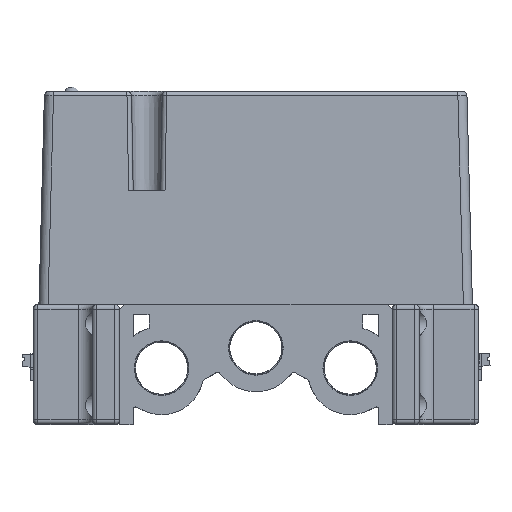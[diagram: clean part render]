
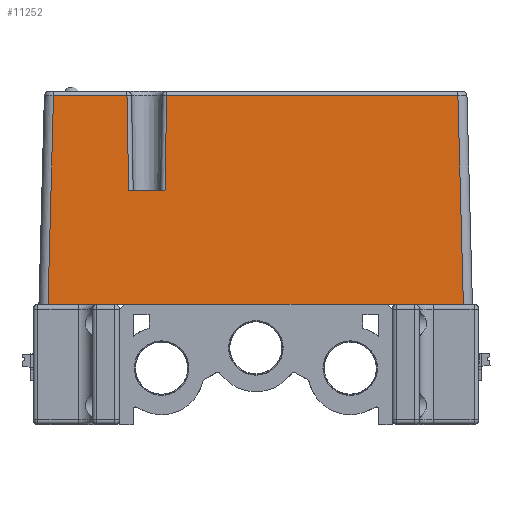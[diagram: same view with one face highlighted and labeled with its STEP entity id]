
A CAD part, front view. The second image highlights one B-rep face of the part: STEP entity #11252.
In plain terms, the highlighted planar face has unit normal (0, -1, 0.026).
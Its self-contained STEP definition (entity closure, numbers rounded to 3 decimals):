
#2756=FACE_OUTER_BOUND('',#23644,.T.);
#11252=ADVANCED_FACE('',(#2756),#17151,.T.);
#17151=PLANE('',#126485);
#23644=EDGE_LOOP('',(#40879,#40880,#40881,#40882,#40883,#40884,#40885,#40886,
#40887,#40888));
#40879=ORIENTED_EDGE('',*,*,#83813,.T.);
#40880=ORIENTED_EDGE('',*,*,#83814,.T.);
#40881=ORIENTED_EDGE('',*,*,#83815,.F.);
#40882=ORIENTED_EDGE('',*,*,#83816,.T.);
#40883=ORIENTED_EDGE('',*,*,#83817,.T.);
#40884=ORIENTED_EDGE('',*,*,#83818,.T.);
#40885=ORIENTED_EDGE('',*,*,#83819,.T.);
#40886=ORIENTED_EDGE('',*,*,#83371,.T.);
#40887=ORIENTED_EDGE('',*,*,#79342,.T.);
#40888=ORIENTED_EDGE('',*,*,#83820,.T.);
#67425=VERTEX_POINT('',#167525);
#67426=VERTEX_POINT('',#167527);
#70075=VERTEX_POINT('',#177273);
#70483=VERTEX_POINT('',#178170);
#70484=VERTEX_POINT('',#178171);
#70485=VERTEX_POINT('',#178173);
#70486=VERTEX_POINT('',#178175);
#70487=VERTEX_POINT('',#178177);
#70488=VERTEX_POINT('',#178179);
#70489=VERTEX_POINT('',#178181);
#79342=EDGE_CURVE('',#67426,#67425,#96932,.T.);
#83371=EDGE_CURVE('',#70075,#67426,#100152,.T.);
#83813=EDGE_CURVE('',#70483,#70484,#100484,.T.);
#83814=EDGE_CURVE('',#70484,#70485,#100485,.T.);
#83815=EDGE_CURVE('',#70486,#70485,#100486,.T.);
#83816=EDGE_CURVE('',#70486,#70487,#100487,.T.);
#83817=EDGE_CURVE('',#70487,#70488,#100488,.T.);
#83818=EDGE_CURVE('',#70488,#70489,#100489,.T.);
#83819=EDGE_CURVE('',#70489,#70075,#100490,.T.);
#83820=EDGE_CURVE('',#67425,#70483,#100491,.T.);
#96932=LINE('',#167526,#110415);
#100152=LINE('',#177272,#113635);
#100484=LINE('',#178169,#113967);
#100485=LINE('',#178172,#113968);
#100486=LINE('',#178174,#113969);
#100487=LINE('',#178176,#113970);
#100488=LINE('',#178178,#113971);
#100489=LINE('',#178180,#113972);
#100490=LINE('',#178182,#113973);
#100491=LINE('',#178183,#113974);
#110415=VECTOR('',#134110,1.);
#113635=VECTOR('',#141484,1.);
#113967=VECTOR('',#142130,1.);
#113968=VECTOR('',#142131,1.);
#113969=VECTOR('',#142132,1.);
#113970=VECTOR('',#142133,1.);
#113971=VECTOR('',#142134,1.);
#113972=VECTOR('',#142135,1.);
#113973=VECTOR('',#142136,1.);
#113974=VECTOR('',#142137,1.);
#126485=AXIS2_PLACEMENT_3D('',#178184,#142138,#142139);
#134110=DIRECTION('',(1.,0.,0.));
#141484=DIRECTION('',(1.,0.,0.));
#142130=DIRECTION('',(-1.,0.,0.));
#142131=DIRECTION('',(-0.017,-0.026,-1.));
#142132=DIRECTION('',(1.,0.,0.));
#142133=DIRECTION('',(-0.017,0.026,1.));
#142134=DIRECTION('',(-1.,0.,0.));
#142135=DIRECTION('',(-0.026,-0.026,-0.999));
#142136=DIRECTION('',(1.,0.,0.));
#142137=DIRECTION('',(-0.026,0.026,0.999));
#142138=DIRECTION('',(0.,-1.,0.026));
#142139=DIRECTION('',(0.,-0.026,-1.));
#167525=CARTESIAN_POINT('',(745.686,-1316.826,-0.1));
#167526=CARTESIAN_POINT('',(730.05,-1316.826,-0.1));
#167527=CARTESIAN_POINT('',(731.05,-1316.826,-0.1));
#177272=CARTESIAN_POINT('',(730.05,-1316.826,-0.1));
#177273=CARTESIAN_POINT('',(669.05,-1316.826,-0.1));
#178169=CARTESIAN_POINT('',(679.05,-1315.624,45.826));
#178170=CARTESIAN_POINT('',(744.484,-1315.624,45.826));
#178171=CARTESIAN_POINT('',(680.415,-1315.624,45.826));
#178172=CARTESIAN_POINT('',(680.049,-1316.172,24.883));
#178173=CARTESIAN_POINT('',(680.05,-1316.172,24.9));
#178174=CARTESIAN_POINT('',(676.05,-1316.172,24.9));
#178175=CARTESIAN_POINT('',(672.05,-1316.172,24.9));
#178176=CARTESIAN_POINT('',(671.685,-1315.624,45.809));
#178177=CARTESIAN_POINT('',(671.685,-1315.624,45.826));
#178178=CARTESIAN_POINT('',(655.542,-1315.624,45.826));
#178179=CARTESIAN_POINT('',(655.516,-1315.624,45.826));
#178180=CARTESIAN_POINT('',(654.345,-1316.795,1.095));
#178181=CARTESIAN_POINT('',(654.314,-1316.826,-0.1));
#178182=CARTESIAN_POINT('',(730.05,-1316.826,-0.1));
#178183=CARTESIAN_POINT('',(745.655,-1316.795,1.095));
#178184=CARTESIAN_POINT('',(700.,-1316.826,-0.1));
